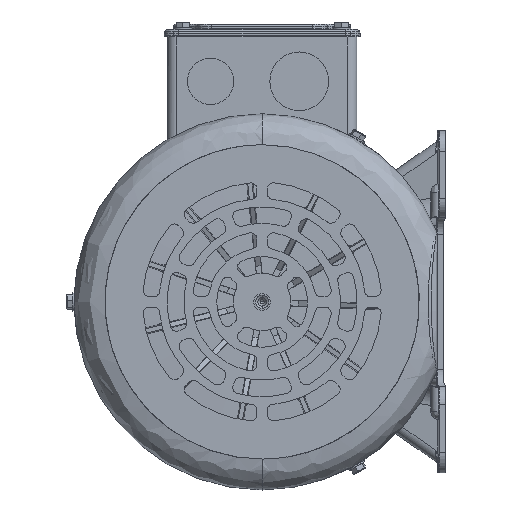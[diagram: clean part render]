
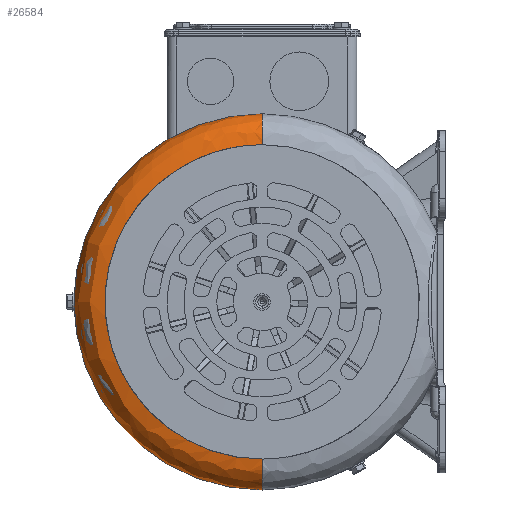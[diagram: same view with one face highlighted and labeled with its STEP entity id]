
A CAD part, left-side view. The second image highlights one B-rep face of the part: STEP entity #26584.
In plain terms, the highlighted free-form (B-spline) face has degree [3, 3] with [4, 4] control points.
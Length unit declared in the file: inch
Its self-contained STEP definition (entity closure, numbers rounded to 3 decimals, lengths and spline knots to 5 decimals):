
#5599 = CARTESIAN_POINT ( 'NONE',  ( -5.25591, 6.69581, 3.34791 ) ) ;
#13736 = CARTESIAN_POINT ( 'NONE',  ( -5.25591, 6.00394, -3.00197 ) ) ;
#14147 = CARTESIAN_POINT ( 'NONE',  ( -5.25591, 6.00394, 3.00197 ) ) ;
#14964 = CARTESIAN_POINT ( 'NONE',  ( -5.25591, 0., -3.34791 ) ) ;
#17219 = VERTEX_POINT ( 'NONE', #45549 ) ;
#18722 = EDGE_CURVE ( 'NONE', #17219, #46364, #80938, .T. ) ;
#24451 = CARTESIAN_POINT ( 'NONE',  ( -5.01129, 7.18504, 3.59252 ) ) ;
#25348 = EDGE_CURVE ( 'NONE', #101466, #32854, #55014, .T. ) ;
#25401 = FACE_OUTER_BOUND ( 'NONE', #100845, .T. ) ;
#26584 = ADVANCED_FACE ( 'NONE', ( #25401 ), #58791, .T. ) ;
#27338 = DIRECTION ( 'NONE',  ( -1., 0., 0. ) ) ;
#29112 = DIRECTION ( 'NONE',  ( 0., -1., 0. ) ) ;
#29352 = CARTESIAN_POINT ( 'NONE',  ( -4.66535, 0., 3.00197 ) ) ;
#32312 = CARTESIAN_POINT ( 'NONE',  ( -5.25591, 0., 3.00197 ) ) ;
#32854 = VERTEX_POINT ( 'NONE', #119814 ) ;
#33902 = CARTESIAN_POINT ( 'NONE',  ( -5.01129, 0., -3.59252 ) ) ;
#38764 = DIRECTION ( 'NONE',  ( 0., 0., 1. ) ) ;
#43344 = CARTESIAN_POINT ( 'NONE',  ( -4.66535, 7.18504, 3.59252 ) ) ;
#45549 = CARTESIAN_POINT ( 'NONE',  ( -5.25591, 0., -3.00197 ) ) ;
#46364 = VERTEX_POINT ( 'NONE', #71488 ) ;
#52405 = CARTESIAN_POINT ( 'NONE',  ( -5.25591, 0., 3.00197 ) ) ;
#52815 = CARTESIAN_POINT ( 'NONE',  ( -4.66535, 0., -3.59252 ) ) ;
#54838 = ORIENTED_EDGE ( 'NONE', *, *, #87334, .T. ) ;
#55014 = CIRCLE ( 'NONE', #98289, 0.59055 ) ;
#55037 = EDGE_CURVE ( 'NONE', #17219, #101466, #101292, .T. ) ;
#58791 =( BOUNDED_SURFACE ( )  B_SPLINE_SURFACE ( 3, 3, ( 
 ( #52405, #14147, #13736, #118224 ),
 ( #61852, #5599, #71331, #14964 ),
 ( #80815, #24451, #90219, #33902 ),
 ( #99689, #43344, #109193, #52815 ) ),
 .UNSPECIFIED., .F., .F., .T. ) 
 B_SPLINE_SURFACE_WITH_KNOTS ( ( 4, 4 ),
 ( 4, 4 ),
 ( 0., 1. ),
 ( 0., 1. ),
 .UNSPECIFIED. ) 
 GEOMETRIC_REPRESENTATION_ITEM ( )  RATIONAL_B_SPLINE_SURFACE ( (
 ( 1., 0.333, 0.333, 1.),
 ( 0.805, 0.268, 0.268, 0.805),
 ( 0.805, 0.268, 0.268, 0.805),
 ( 1., 0.333, 0.333, 1.) ) ) 
 REPRESENTATION_ITEM ( '' )  SURFACE ( )  );
#60264 = CARTESIAN_POINT ( 'NONE',  ( -5.25591, 6.00394, -3.00197 ) ) ;
#61852 = CARTESIAN_POINT ( 'NONE',  ( -5.25591, 0., 3.34791 ) ) ;
#71146 = ORIENTED_EDGE ( 'NONE', *, *, #18722, .F. ) ;
#71331 = CARTESIAN_POINT ( 'NONE',  ( -5.25591, 6.69581, -3.34791 ) ) ;
#71488 = CARTESIAN_POINT ( 'NONE',  ( -4.66535, 0., -3.59252 ) ) ;
#75106 = CARTESIAN_POINT ( 'NONE',  ( -5.25591, 0., 3.00197 ) ) ;
#78796 = CARTESIAN_POINT ( 'NONE',  ( -5.25591, 0., -3.00197 ) ) ;
#80815 = CARTESIAN_POINT ( 'NONE',  ( -5.01129, 0., 3.59252 ) ) ;
#80938 = CIRCLE ( 'NONE', #113716, 0.59055 ) ;
#83704 = CARTESIAN_POINT ( 'NONE',  ( -4.66535, 0., 0. ) ) ;
#85464 = CARTESIAN_POINT ( 'NONE',  ( -4.66535, 0., -3.00197 ) ) ;
#87334 = EDGE_CURVE ( 'NONE', #32854, #46364, #92084, .T. ) ;
#88425 = AXIS2_PLACEMENT_3D ( 'NONE', #83704, #27338, #93059 ) ;
#88621 = CARTESIAN_POINT ( 'NONE',  ( -5.25591, 6.00394, 3.00197 ) ) ;
#89368 = ORIENTED_EDGE ( 'NONE', *, *, #25348, .T. ) ;
#90219 = CARTESIAN_POINT ( 'NONE',  ( -5.01129, 7.18504, -3.59252 ) ) ;
#92084 = CIRCLE ( 'NONE', #88425, 3.59252 ) ;
#93059 = DIRECTION ( 'NONE',  ( 0., 0., 1. ) ) ;
#94856 = DIRECTION ( 'NONE',  ( 0., 0., -1. ) ) ;
#95120 = DIRECTION ( 'NONE',  ( 0., 1., 0. ) ) ;
#98289 = AXIS2_PLACEMENT_3D ( 'NONE', #29352, #95120, #38764 ) ;
#99689 = CARTESIAN_POINT ( 'NONE',  ( -4.66535, 0., 3.59252 ) ) ;
#100845 = EDGE_LOOP ( 'NONE', ( #71146, #108971, #89368, #54838 ) ) ;
#101292 =( BOUNDED_CURVE ( )  B_SPLINE_CURVE ( 3, ( #78796, #60264, #88621, #32312 ),
 .UNSPECIFIED., .F., .T. ) 
 B_SPLINE_CURVE_WITH_KNOTS ( ( 4, 4 ),
 ( 0., 1. ),
 .UNSPECIFIED. ) 
 CURVE ( )  GEOMETRIC_REPRESENTATION_ITEM ( )  RATIONAL_B_SPLINE_CURVE ( ( 1., 0.333, 0.333, 1. ) ) 
 REPRESENTATION_ITEM ( '' )  );
#101466 = VERTEX_POINT ( 'NONE', #75106 ) ;
#108971 = ORIENTED_EDGE ( 'NONE', *, *, #55037, .T. ) ;
#109193 = CARTESIAN_POINT ( 'NONE',  ( -4.66535, 7.18504, -3.59252 ) ) ;
#113716 = AXIS2_PLACEMENT_3D ( 'NONE', #85464, #29112, #94856 ) ;
#118224 = CARTESIAN_POINT ( 'NONE',  ( -5.25591, 0., -3.00197 ) ) ;
#119814 = CARTESIAN_POINT ( 'NONE',  ( -4.66535, 0., 3.59252 ) ) ;
